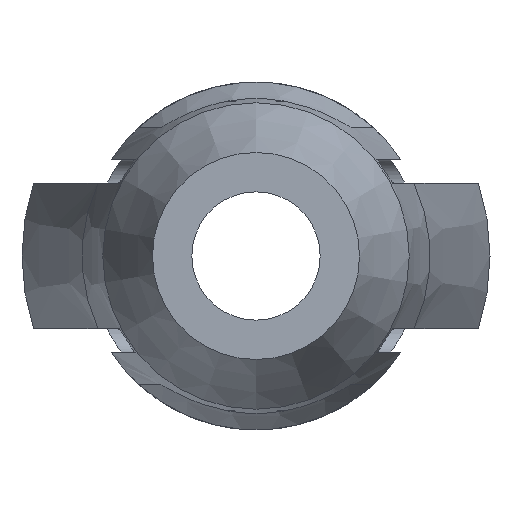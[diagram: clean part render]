
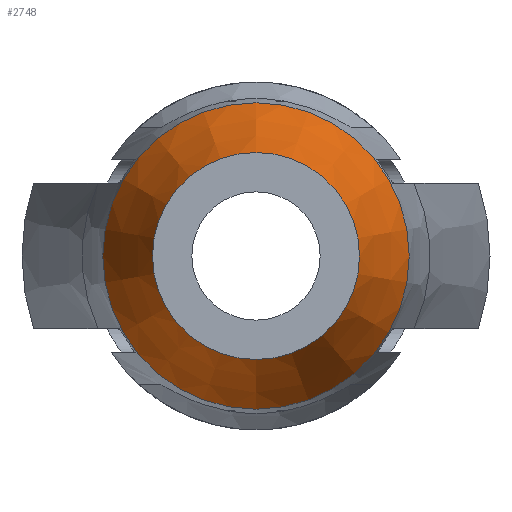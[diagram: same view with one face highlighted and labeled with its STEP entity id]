
A CAD part, left-side view. The second image highlights one B-rep face of the part: STEP entity #2748.
In plain terms, the highlighted conical face has half-angle 21.961 degrees and reference radius 3.125 mm.
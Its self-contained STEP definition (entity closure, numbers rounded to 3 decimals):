
#267=CONICAL_SURFACE('',#3000,3.125,0.383);
#1173=ORIENTED_EDGE('',*,*,#1831,.F.);
#1174=ORIENTED_EDGE('',*,*,#1829,.T.);
#1829=EDGE_CURVE('',#2125,#2125,#2221,.T.);
#1831=EDGE_CURVE('',#2127,#2127,#2223,.T.);
#2125=VERTEX_POINT('',#5141);
#2127=VERTEX_POINT('',#5146);
#2221=CIRCLE('',#2998,3.125);
#2223=CIRCLE('',#3001,4.625);
#2345=EDGE_LOOP('',(#1173));
#2346=EDGE_LOOP('',(#1174));
#2539=FACE_BOUND('',#2345,.T.);
#2540=FACE_BOUND('',#2346,.T.);
#2748=ADVANCED_FACE('',(#2539,#2540),#267,.T.);
#2998=AXIS2_PLACEMENT_3D('',#5140,#3552,#3553);
#3000=AXIS2_PLACEMENT_3D('',#5144,#3556,#3557);
#3001=AXIS2_PLACEMENT_3D('',#5145,#3558,#3559);
#3552=DIRECTION('',(1.,0.,0.));
#3553=DIRECTION('',(0.,0.,-1.));
#3556=DIRECTION('',(1.,0.,0.));
#3557=DIRECTION('',(0.,0.,-1.));
#3558=DIRECTION('',(1.,0.,0.));
#3559=DIRECTION('',(0.,0.,-1.));
#5140=CARTESIAN_POINT('',(-80.,0.,0.));
#5141=CARTESIAN_POINT('',(-80.,0.,-3.125));
#5144=CARTESIAN_POINT('',(-80.,0.,0.));
#5145=CARTESIAN_POINT('',(-76.28,0.,0.));
#5146=CARTESIAN_POINT('',(-76.28,0.,-4.625));
